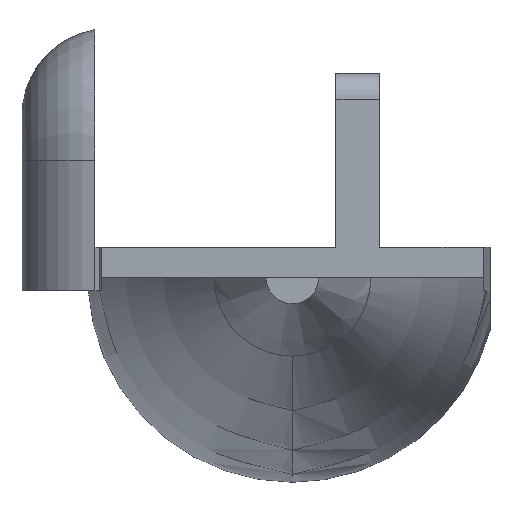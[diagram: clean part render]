
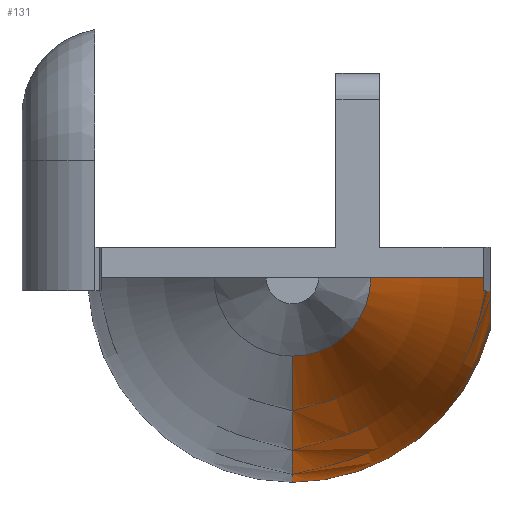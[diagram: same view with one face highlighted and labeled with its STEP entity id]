
A CAD part, front view. The second image highlights one B-rep face of the part: STEP entity #131.
In plain terms, the highlighted toroidal (fillet/blend) face has major radius 224.496 mm and minor radius 247.986 mm.
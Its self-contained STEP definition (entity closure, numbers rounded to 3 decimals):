
#8 = CARTESIAN_POINT ( 'NONE',  ( 16.937, -27.25, -15. ) ) ;
#28 = EDGE_CURVE ( 'NONE', #1026, #1638, #460, .T. ) ;
#70 = DIRECTION ( 'NONE',  ( 0., 0., 1. ) ) ;
#102 = VERTEX_POINT ( 'NONE', #1137 ) ;
#131 = ADVANCED_FACE ( 'NONE', ( #1309 ), #967, .T. ) ;
#143 = EDGE_CURVE ( 'NONE', #1610, #102, #1343, .T. ) ;
#169 = CARTESIAN_POINT ( 'NONE',  ( 17.595, -20.498, -15. ) ) ;
#193 = CARTESIAN_POINT ( 'NONE',  ( 17.352, -23.2, -15. ) ) ;
#260 = DIRECTION ( 'NONE',  ( 0., -1., 0. ) ) ;
#273 = B_SPLINE_CURVE_WITH_KNOTS ( 'NONE', 3,
 ( #1300, #1888, #307, #459, #579, #1156, #1614, #1464, #729, #1743, #438, #1012, #1597, #1689, #823, #1269, #1114, #546 ),
 .UNSPECIFIED., .F., .F.,
 ( 4, 2, 2, 2, 2, 2, 2, 2, 4 ),
 ( 0.076, 0.077, 0.078, 0.081, 0.083, 0.086, 0.088, 0.091, 0.096 ),
 .UNSPECIFIED. ) ;
#288 = CARTESIAN_POINT ( 'NONE',  ( 17.352, -23.2, -15. ) ) ;
#302 = ORIENTED_EDGE ( 'NONE', *, *, #28, .T. ) ;
#307 = CARTESIAN_POINT ( 'NONE',  ( 17.7, -18.551, -15.591 ) ) ;
#318 = CARTESIAN_POINT ( 'NONE',  ( -229.496, 0., -13.49 ) ) ;
#365 = CARTESIAN_POINT ( 'NONE',  ( -5., 0., 211.006 ) ) ;
#418 = B_SPLINE_CURVE_WITH_KNOTS ( 'NONE', 3,
 ( #1319, #169, #607, #288 ),
 .UNSPECIFIED., .F., .F.,
 ( 4, 4 ),
 ( 0.074, 0.078 ),
 .UNSPECIFIED. ) ;
#438 = CARTESIAN_POINT ( 'NONE',  ( 17.7, -10.814, -18.546 ) ) ;
#459 = CARTESIAN_POINT ( 'NONE',  ( 17.7, -17.864, -16.083 ) ) ;
#460 = CIRCLE ( 'NONE', #1666, 23.49 ) ;
#504 = EDGE_CURVE ( 'NONE', #1026, #979, #1413, .T. ) ;
#521 = VERTEX_POINT ( 'NONE', #1240 ) ;
#528 = CARTESIAN_POINT ( 'NONE',  ( -5., -83.527, -22.49 ) ) ;
#531 = CARTESIAN_POINT ( 'NONE',  ( 17.7, 0., -19.532 ) ) ;
#546 = CARTESIAN_POINT ( 'NONE',  ( 17.7, 0., -19.532 ) ) ;
#571 = CARTESIAN_POINT ( 'NONE',  ( 16.937, -27.662, -14.021 ) ) ;
#579 = CARTESIAN_POINT ( 'NONE',  ( 17.7, -17.505, -16.297 ) ) ;
#593 = AXIS2_PLACEMENT_3D ( 'NONE', #365, #1395, #70 ) ;
#595 = CARTESIAN_POINT ( 'NONE',  ( -5., -83.527, -13.49 ) ) ;
#607 = CARTESIAN_POINT ( 'NONE',  ( 17.479, -21.849, -15. ) ) ;
#644 = VERTEX_POINT ( 'NONE', #993 ) ;
#648 = ORIENTED_EDGE ( 'NONE', *, *, #504, .F. ) ;
#690 = DIRECTION ( 'NONE',  ( 0., 1., 0. ) ) ;
#694 = DIRECTION ( 'NONE',  ( 0., -1., 0. ) ) ;
#700 = ORIENTED_EDGE ( 'NONE', *, *, #875, .F. ) ;
#718 = ORIENTED_EDGE ( 'NONE', *, *, #854, .F. ) ;
#729 = CARTESIAN_POINT ( 'NONE',  ( 17.7, -13.25, -17.972 ) ) ;
#743 = DIRECTION ( 'NONE',  ( 0., -1., 0. ) ) ;
#764 = CIRCLE ( 'NONE', #1746, 247.327 ) ;
#767 = DIRECTION ( 'NONE',  ( 0., 0., -1. ) ) ;
#786 = EDGE_CURVE ( 'NONE', #644, #1181, #418, .T. ) ;
#817 = DIRECTION ( 'NONE',  ( 0., 0., -1. ) ) ;
#823 = CARTESIAN_POINT ( 'NONE',  ( 17.7, -5.832, -19.266 ) ) ;
#854 = EDGE_CURVE ( 'NONE', #521, #1610, #919, .T. ) ;
#875 = EDGE_CURVE ( 'NONE', #644, #1638, #273, .T. ) ;
#919 = CIRCLE ( 'NONE', #1255, 247.986 ) ;
#961 = CARTESIAN_POINT ( 'NONE',  ( -228.886, -0.009, -15. ) ) ;
#967 = TOROIDAL_SURFACE ( 'NONE', #1332, -224.496, 247.986 ) ;
#969 = ORIENTED_EDGE ( 'NONE', *, *, #143, .F. ) ;
#979 = VERTEX_POINT ( 'NONE', #528 ) ;
#985 = CARTESIAN_POINT ( 'NONE',  ( -5., 0., -13.49 ) ) ;
#993 = CARTESIAN_POINT ( 'NONE',  ( 17.7, -19.145, -15. ) ) ;
#1012 = CARTESIAN_POINT ( 'NONE',  ( 17.7, -9.17, -18.843 ) ) ;
#1015 = CARTESIAN_POINT ( 'NONE',  ( 16.937, -27.549, -14.405 ) ) ;
#1024 = CARTESIAN_POINT ( 'NONE',  ( 16.937, -27.32, -14.887 ) ) ;
#1026 = VERTEX_POINT ( 'NONE', #1317 ) ;
#1038 = CARTESIAN_POINT ( 'NONE',  ( 16.937, -27.715, -13.49 ) ) ;
#1065 = ORIENTED_EDGE ( 'NONE', *, *, #786, .T. ) ;
#1083 = DIRECTION ( 'NONE',  ( 0., 0., 1. ) ) ;
#1114 = CARTESIAN_POINT ( 'NONE',  ( 17.7, -1.666, -19.532 ) ) ;
#1137 = CARTESIAN_POINT ( 'NONE',  ( 16.937, -27.25, -15. ) ) ;
#1156 = CARTESIAN_POINT ( 'NONE',  ( 17.7, -16.401, -16.88 ) ) ;
#1158 = CARTESIAN_POINT ( 'NONE',  ( 16.937, -27.498, -14.53 ) ) ;
#1177 = DIRECTION ( 'NONE',  ( 0., 0., 1. ) ) ;
#1181 = VERTEX_POINT ( 'NONE', #193 ) ;
#1218 = EDGE_CURVE ( 'NONE', #102, #1181, #764, .T. ) ;
#1240 = CARTESIAN_POINT ( 'NONE',  ( 4., -83.527, -13.49 ) ) ;
#1255 = AXIS2_PLACEMENT_3D ( 'NONE', #318, #1177, #1485 ) ;
#1269 = CARTESIAN_POINT ( 'NONE',  ( 17.7, -3.332, -19.468 ) ) ;
#1296 = EDGE_LOOP ( 'NONE', ( #648, #302, #700, #1065, #1828, #969, #718, #1579 ) ) ;
#1300 = CARTESIAN_POINT ( 'NONE',  ( 17.7, -19.145, -15. ) ) ;
#1302 = DIRECTION ( 'NONE',  ( 0., 0., -1. ) ) ;
#1309 = FACE_OUTER_BOUND ( 'NONE', #1296, .T. ) ;
#1317 = CARTESIAN_POINT ( 'NONE',  ( -5., 0., -36.981 ) ) ;
#1319 = CARTESIAN_POINT ( 'NONE',  ( 17.7, -19.145, -15. ) ) ;
#1332 = AXIS2_PLACEMENT_3D ( 'NONE', #985, #260, #1302 ) ;
#1343 = B_SPLINE_CURVE_WITH_KNOTS ( 'NONE', 3,
 ( #1881, #1428, #1745, #571, #1600, #1015, #1158, #1892, #1024, #8 ),
 .UNSPECIFIED., .F., .F.,
 ( 4, 2, 2, 2, 4 ),
 ( 0.005, 0.006, 0.006, 0.007, 0.007 ),
 .UNSPECIFIED. ) ;
#1395 = DIRECTION ( 'NONE',  ( -1., 0., 0. ) ) ;
#1413 = CIRCLE ( 'NONE', #593, 247.986 ) ;
#1428 = CARTESIAN_POINT ( 'NONE',  ( 16.937, -27.715, -13.624 ) ) ;
#1464 = CARTESIAN_POINT ( 'NONE',  ( 17.7, -14.055, -17.741 ) ) ;
#1485 = DIRECTION ( 'NONE',  ( -1., 0., 0. ) ) ;
#1528 = EDGE_CURVE ( 'NONE', #979, #521, #1713, .T. ) ;
#1579 = ORIENTED_EDGE ( 'NONE', *, *, #1528, .F. ) ;
#1597 = CARTESIAN_POINT ( 'NONE',  ( 17.7, -8.332, -18.969 ) ) ;
#1600 = CARTESIAN_POINT ( 'NONE',  ( 16.937, -27.63, -14.151 ) ) ;
#1610 = VERTEX_POINT ( 'NONE', #1038 ) ;
#1614 = CARTESIAN_POINT ( 'NONE',  ( 17.7, -15.631, -17.193 ) ) ;
#1638 = VERTEX_POINT ( 'NONE', #531 ) ;
#1650 = AXIS2_PLACEMENT_3D ( 'NONE', #595, #743, #767 ) ;
#1666 = AXIS2_PLACEMENT_3D ( 'NONE', #1839, #694, #817 ) ;
#1689 = CARTESIAN_POINT ( 'NONE',  ( 17.7, -6.665, -19.181 ) ) ;
#1713 = CIRCLE ( 'NONE', #1650, 9. ) ;
#1743 = CARTESIAN_POINT ( 'NONE',  ( 17.7, -11.63, -18.375 ) ) ;
#1745 = CARTESIAN_POINT ( 'NONE',  ( 16.937, -27.704, -13.759 ) ) ;
#1746 = AXIS2_PLACEMENT_3D ( 'NONE', #961, #1083, #690 ) ;
#1828 = ORIENTED_EDGE ( 'NONE', *, *, #1218, .F. ) ;
#1839 = CARTESIAN_POINT ( 'NONE',  ( -5., 0., -13.49 ) ) ;
#1881 = CARTESIAN_POINT ( 'NONE',  ( 16.937, -27.715, -13.49 ) ) ;
#1888 = CARTESIAN_POINT ( 'NONE',  ( 17.7, -18.871, -15.32 ) ) ;
#1892 = CARTESIAN_POINT ( 'NONE',  ( 16.937, -27.384, -14.771 ) ) ;
